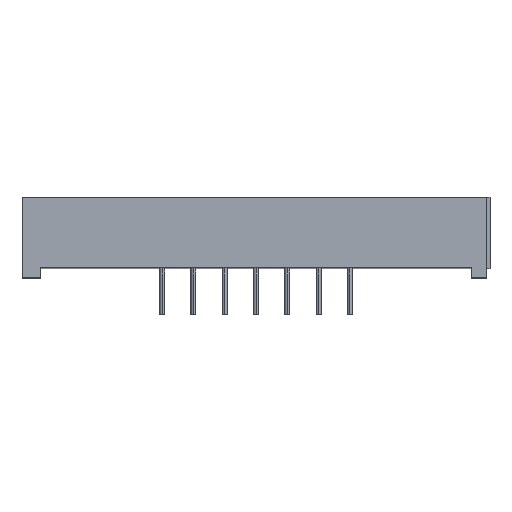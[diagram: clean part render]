
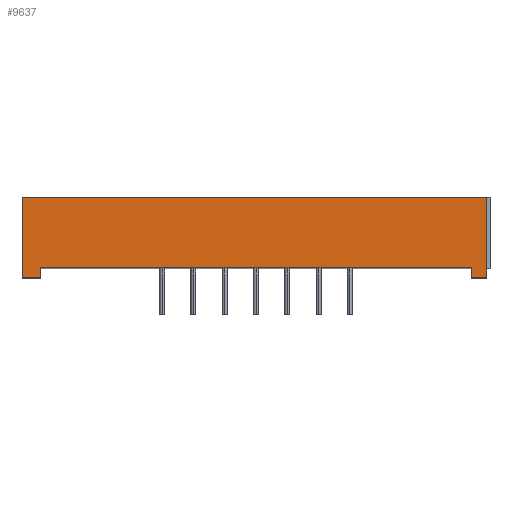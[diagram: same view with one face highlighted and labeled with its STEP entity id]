
A CAD part, top view. The second image highlights one B-rep face of the part: STEP entity #9637.
In plain terms, the highlighted planar face has unit normal (0, 0, 1).
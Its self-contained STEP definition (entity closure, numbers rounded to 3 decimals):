
#8946 = EDGE_CURVE ( 'NONE', #8948, #8950, #14150, .T. ) ;
#8948 = VERTEX_POINT ( 'NONE', #14208 ) ;
#8950 = VERTEX_POINT ( 'NONE', #14203 ) ;
#8984 = DIRECTION ( 'NONE',  ( 1., 0., 0. ) ) ;
#9356 = VERTEX_POINT ( 'NONE', #15289 ) ;
#9358 = EDGE_CURVE ( 'NONE', #9359, #9356, #15288, .T. ) ;
#9359 = VERTEX_POINT ( 'NONE', #15284 ) ;
#9637 = ADVANCED_FACE ( 'NONE', ( #15762 ), #15805, .F. ) ;
#9638 = EDGE_LOOP ( 'NONE', ( #9639, #9640, #9700, #9702, #9705, #9707, #9708, #9711 ) ) ;
#9639 = ORIENTED_EDGE ( 'NONE', *, *, #9358, .T. ) ;
#9640 = ORIENTED_EDGE ( 'NONE', *, *, #9657, .T. ) ;
#9641 = VERTEX_POINT ( 'NONE', #15800 ) ;
#9655 = VERTEX_POINT ( 'NONE', #15816 ) ;
#9657 = EDGE_CURVE ( 'NONE', #9356, #9655, #15815, .T. ) ;
#9700 = ORIENTED_EDGE ( 'NONE', *, *, #9701, .T. ) ;
#9701 = EDGE_CURVE ( 'NONE', #9655, #9641, #15984, .T. ) ;
#9702 = ORIENTED_EDGE ( 'NONE', *, *, #9703, .F. ) ;
#9703 = EDGE_CURVE ( 'NONE', #9704, #9641, #15980, .T. ) ;
#9704 = VERTEX_POINT ( 'NONE', #15976 ) ;
#9705 = ORIENTED_EDGE ( 'NONE', *, *, #9706, .T. ) ;
#9706 = EDGE_CURVE ( 'NONE', #9704, #8948, #15975, .T. ) ;
#9707 = ORIENTED_EDGE ( 'NONE', *, *, #8946, .T. ) ;
#9708 = ORIENTED_EDGE ( 'NONE', *, *, #9709, .T. ) ;
#9709 = EDGE_CURVE ( 'NONE', #8950, #9710, #15971, .T. ) ;
#9710 = VERTEX_POINT ( 'NONE', #15967 ) ;
#9711 = ORIENTED_EDGE ( 'NONE', *, *, #9712, .F. ) ;
#9712 = EDGE_CURVE ( 'NONE', #9359, #9710, #15966, .T. ) ;
#14148 = VECTOR ( 'NONE', #8984, 1000. ) ;
#14149 = CARTESIAN_POINT ( 'NONE',  ( 0., -5., 53. ) ) ;
#14150 = LINE ( 'NONE', #14149, #14148 ) ;
#14203 = CARTESIAN_POINT ( 'NONE',  ( 35., -5., 53. ) ) ;
#14208 = CARTESIAN_POINT ( 'NONE',  ( -35., -5., 53. ) ) ;
#15284 = CARTESIAN_POINT ( 'NONE',  ( 37.5, -6.5, 53. ) ) ;
#15285 = DIRECTION ( 'NONE',  ( 0., 1., 0. ) ) ;
#15286 = VECTOR ( 'NONE', #15285, 1000. ) ;
#15287 = CARTESIAN_POINT ( 'NONE',  ( 37.5, -12.5, 53. ) ) ;
#15288 = LINE ( 'NONE', #15287, #15286 ) ;
#15289 = CARTESIAN_POINT ( 'NONE',  ( 37.5, 6.5, 53. ) ) ;
#15762 = FACE_OUTER_BOUND ( 'NONE', #9638, .T. ) ;
#15800 = CARTESIAN_POINT ( 'NONE',  ( -38., -6.5, 53. ) ) ;
#15801 = DIRECTION ( 'NONE',  ( -1., 0., 0. ) ) ;
#15802 = DIRECTION ( 'NONE',  ( 0., 0., -1. ) ) ;
#15803 = CARTESIAN_POINT ( 'NONE',  ( 38., 0., 53. ) ) ;
#15804 = AXIS2_PLACEMENT_3D ( 'NONE', #15803, #15802, #15801 ) ;
#15805 = PLANE ( 'NONE',  #15804 ) ;
#15812 = DIRECTION ( 'NONE',  ( -1., 0., 0. ) ) ;
#15813 = VECTOR ( 'NONE', #15812, 1000. ) ;
#15814 = CARTESIAN_POINT ( 'NONE',  ( 38., 6.5, 53. ) ) ;
#15815 = LINE ( 'NONE', #15814, #15813 ) ;
#15816 = CARTESIAN_POINT ( 'NONE',  ( -38., 6.5, 53. ) ) ;
#15963 = DIRECTION ( 'NONE',  ( -1., 0., 0. ) ) ;
#15964 = VECTOR ( 'NONE', #15963, 1000. ) ;
#15965 = CARTESIAN_POINT ( 'NONE',  ( 38., -6.5, 53. ) ) ;
#15966 = LINE ( 'NONE', #15965, #15964 ) ;
#15967 = CARTESIAN_POINT ( 'NONE',  ( 35., -6.5, 53. ) ) ;
#15968 = DIRECTION ( 'NONE',  ( 0., -1., 0. ) ) ;
#15969 = VECTOR ( 'NONE', #15968, 1000. ) ;
#15970 = CARTESIAN_POINT ( 'NONE',  ( 35., -60.114, 53. ) ) ;
#15971 = LINE ( 'NONE', #15970, #15969 ) ;
#15972 = DIRECTION ( 'NONE',  ( 0., 1., 0. ) ) ;
#15973 = VECTOR ( 'NONE', #15972, 1000. ) ;
#15974 = CARTESIAN_POINT ( 'NONE',  ( -35., -60.114, 53. ) ) ;
#15975 = LINE ( 'NONE', #15974, #15973 ) ;
#15976 = CARTESIAN_POINT ( 'NONE',  ( -35., -6.5, 53. ) ) ;
#15977 = DIRECTION ( 'NONE',  ( -1., 0., 0. ) ) ;
#15978 = VECTOR ( 'NONE', #15977, 1000. ) ;
#15979 = CARTESIAN_POINT ( 'NONE',  ( 38., -6.5, 53. ) ) ;
#15980 = LINE ( 'NONE', #15979, #15978 ) ;
#15981 = DIRECTION ( 'NONE',  ( 0., -1., 0. ) ) ;
#15982 = VECTOR ( 'NONE', #15981, 1000. ) ;
#15983 = CARTESIAN_POINT ( 'NONE',  ( -38., 0., 53. ) ) ;
#15984 = LINE ( 'NONE', #15983, #15982 ) ;
